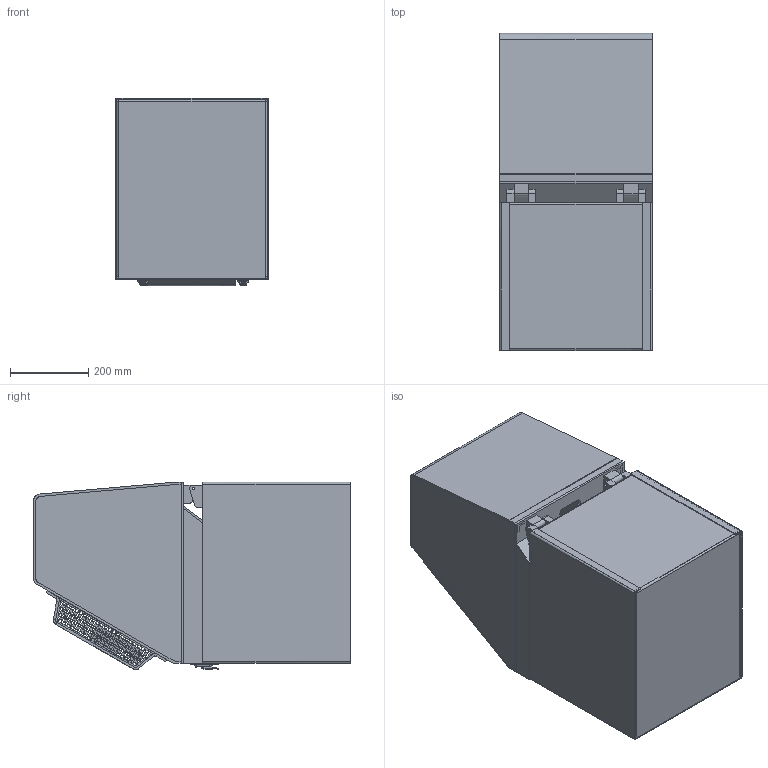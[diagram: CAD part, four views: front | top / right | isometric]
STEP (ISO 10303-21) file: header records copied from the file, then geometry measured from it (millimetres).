
FILE_DESCRIPTION(('FreeCAD Model'),'2;1');
FILE_NAME('Open CASCADE Shape Model','2025-05-09T09:34:49',('FreeCAD'),( 'FreeCAD'),'Open CASCADE STEP processor 7.6','FreeCAD','Unknown');
FILE_SCHEMA(('AUTOMOTIVE_DESIGN { 1 0 10303 214 1 1 1 1 }'));
Products named in the file (1): Open CASCADE STEP translator 7.6 1
Bounding box: 389.77 x 810 x 479.08 mm (x, y, z)
Volume: 8712450.9 mm3; surface area: 4146941.4 mm2
Topology: 31 solids, 31 shells, 2092 faces, 6013 edges, 3963 vertices
Faces by surface type: bspline 2092
Entity records: 67011 total; most frequent: CARTESIAN_POINT 31049, ORIENTED_EDGE 12026, EDGE_CURVE 6013, B_SPLINE_CURVE_WITH_KNOTS 4720, VERTEX_POINT 3963, FACE_BOUND 2808, EDGE_LOOP 2808, ADVANCED_FACE 2092
